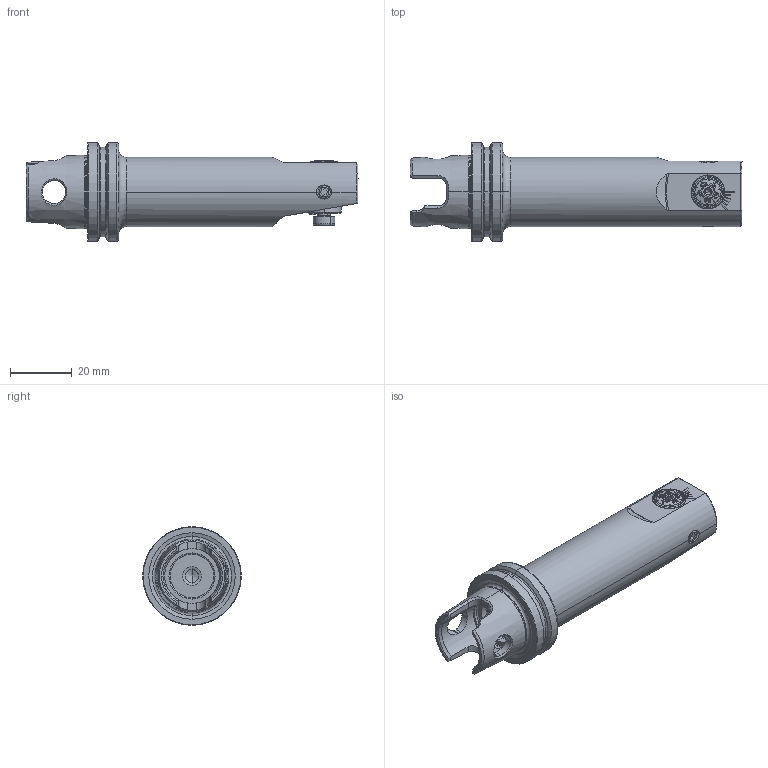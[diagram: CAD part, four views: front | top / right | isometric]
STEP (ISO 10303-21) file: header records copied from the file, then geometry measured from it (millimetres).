
FILE_DESCRIPTION (( 'STEP AP203' ), '1' );
FILE_NAME ('KM3.F20.024.090-D.STEP', '2024-08-27T07:41:48', ( '' ), ( '' ), 'SwSTEP 2.0', 'SolidWorks 2022', '' );
FILE_SCHEMA (( 'CONFIG_CONTROL_DESIGN' ));
Length unit declared in the file: millimetre
Products named in the file (16): ISO 4026 - M4 x 4; F20-BG1.DA3.011_A_Standart ; Klebstoff D4; DIN 3771 - 11x1_x; F20-BG2.011.004_A; DIN 7984 - M4 x 6_PreviewCfg; KM3.F20.024.090-D; F20-BG3.004.018_A; F20-BG2.008.009_A; KM3-F20.DA3.090_B_bohrungen gefüllt; F20-BG1.DA4.011_verstellbar; Fxx-MAB.xxx.xxx_A_F20-DA3; F20-BG2.007.006_A; PEE-DA3.011.026_A; F20-BG2.011.003_A; ISO 4762 - M1.4 x 6
Assembly tree (15 placements, depth 3):
  KM3.F20.024.090-D
    KM3-F20.DA3.090_B_bohrungen gefüllt
    F20-BG1.DA4.011_verstellbar
      F20-BG1.DA3.011_A_Standart 
      F20-BG2.008.009_A
      F20-BG2.011.003_A
      DIN 3771 - 11x1_x
      F20-BG2.007.006_A
      Fxx-MAB.xxx.xxx_A_F20-DA3
      F20-BG2.011.004_A
    F20-BG3.004.018_A
    PEE-DA3.011.026_A
    Klebstoff D4
    DIN 7984 - M4 x 6_PreviewCfg
    ISO 4762 - M1.4 x 6
    ISO 4026 - M4 x 4
Bounding box: 107.45 x 31.95 x 31.95 mm (x, y, z)
Volume: 36309.8 mm3; surface area: 14800.4 mm2
Topology: 14 solids, 14 shells, 866 faces, 2231 edges, 1410 vertices
Faces by surface type: plane 410, cone 179, cylinder 159, torus 66, bspline 52
Entity records: 31528 total; most frequent: CARTESIAN_POINT 9760, ORIENTED_EDGE 4426, DIRECTION 3838, EDGE_CURVE 2213, AXIS2_PLACEMENT_3D 1440, VERTEX_POINT 1410, VECTOR 958, LINE 958
